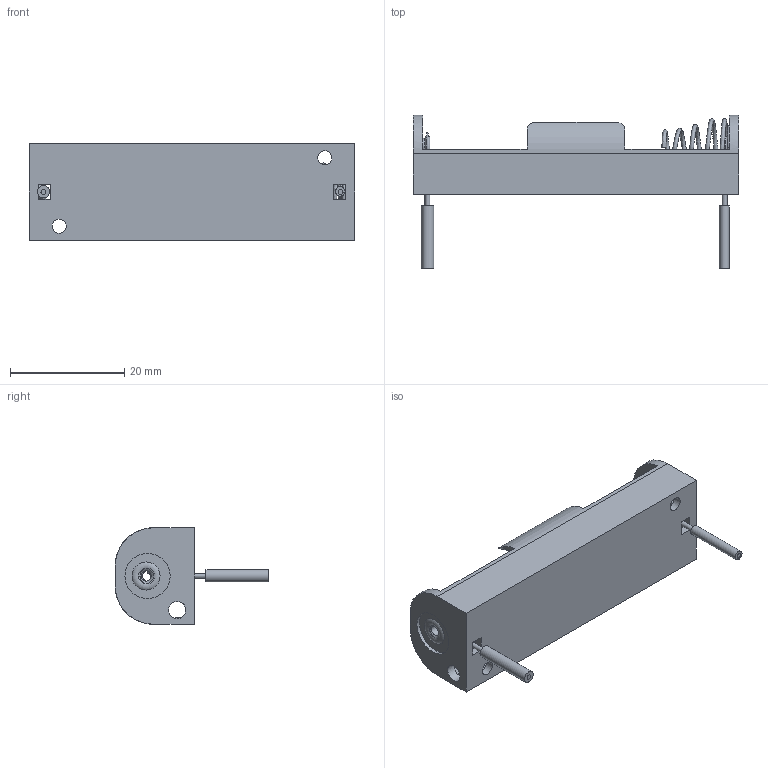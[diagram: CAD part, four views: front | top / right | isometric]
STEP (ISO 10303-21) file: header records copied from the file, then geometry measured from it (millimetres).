
FILE_DESCRIPTION(('FreeCAD Model'),'2;1');
FILE_NAME('Open CASCADE Shape Model','2025-06-10T21:12:16',('Author'),( ''),'Open CASCADE STEP processor 7.6','FreeCAD','Unknown');
FILE_SCHEMA(('AUTOMOTIVE_DESIGN { 1 0 10303 214 1 1 1 1 }'));
Length unit declared in the file: millimetre
Products named in the file (3): Unnamed; 2460; Extrude001
Assembly tree (2 placements, depth 2):
  Unnamed
    2460
    Extrude001
Bounding box: 57 x 26.9 x 16.89 mm (x, y, z)
Volume: 2936.6 mm3; surface area: 5506.5 mm2
Topology: 8 solids, 8 shells, 637 faces, 1677 edges, 1113 vertices
Faces by surface type: plane 451, bspline 151, cylinder 27, torus 8
Full cylindrical faces by diameter (mm): 0.864 x2, 1.691 x1, 1.778 x2, 2.149 x1, 2.489 x2, 2.667 x4, 3.048 x2, 7.925 x2
Entity records: 55641 total; most frequent: CARTESIAN_POINT 23596, DIRECTION 5120, LINE 3950, VECTOR 3950, ORIENTED_EDGE 3354, PCURVE 3354, DEFINITIONAL_REPRESENTATION 3354, EDGE_CURVE 1677
